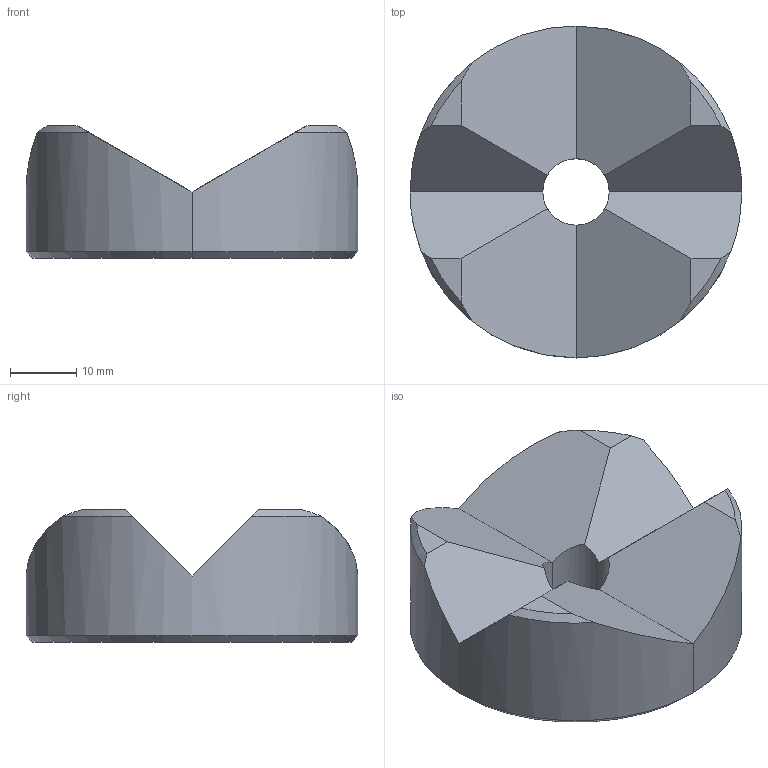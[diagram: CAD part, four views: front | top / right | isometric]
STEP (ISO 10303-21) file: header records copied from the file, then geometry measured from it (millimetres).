
FILE_DESCRIPTION(('STEP AP214'),'1');
FILE_NAME('160645.1.STP','2011-09-21T11:40:29',(' '),(' '),'Spatial InterOp 3D',' ',' ');
FILE_SCHEMA(('automotive_design'));
Length unit declared in the file: millimetre
Products named in the file (1): Zylinder
Bounding box: 50 x 50 x 20 mm (x, y, z)
Volume: 27381.6 mm3; surface area: 6993.2 mm2
Topology: 1 solids, 1 shells, 25 faces, 64 edges, 40 vertices
Faces by surface type: plane 13, cone 8, cylinder 4
Entity records: 998 total; most frequent: DIRECTION 148, CARTESIAN_POINT 138, ORIENTED_EDGE 128, EDGE_CURVE 64, AXIS2_PLACEMENT_3D 62, VERTEX_POINT 40, STYLED_ITEM 26, PRESENTATION_STYLE_ASSIGNMENT 26
